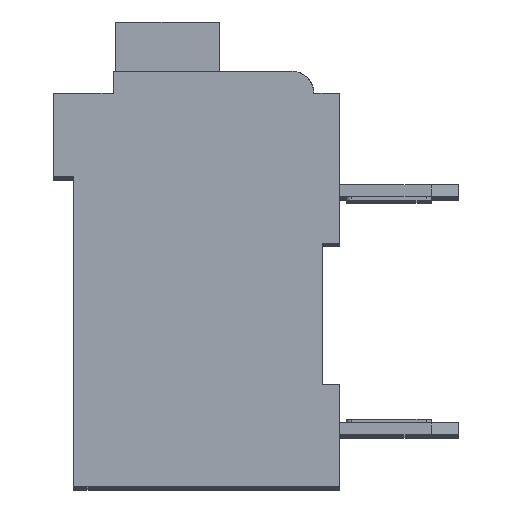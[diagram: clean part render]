
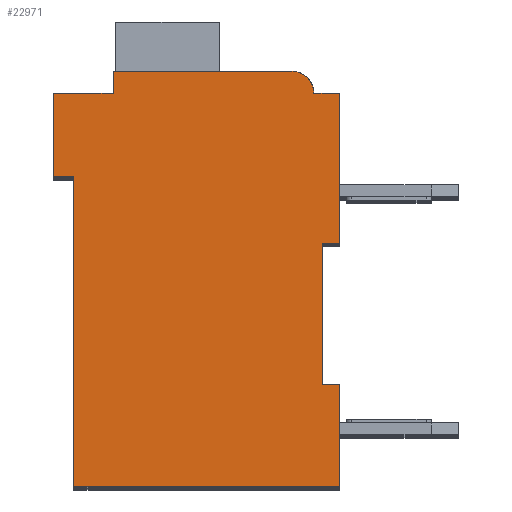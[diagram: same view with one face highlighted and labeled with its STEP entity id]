
A CAD part, top view. The second image highlights one B-rep face of the part: STEP entity #22971.
In plain terms, the highlighted planar face has unit normal (0, 0, 1).
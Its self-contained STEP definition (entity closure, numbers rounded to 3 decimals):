
#4168=DIRECTION('',(1.,0.,0.));
#4169=VECTOR('',#4168,0.5);
#4170=CARTESIAN_POINT('',(7.3,7.15,2.1));
#4171=LINE('',#4170,#4169);
#4172=DIRECTION('',(0.,1.,0.));
#4173=VECTOR('',#4172,4.15);
#4174=CARTESIAN_POINT('',(7.3,3.,2.1));
#4175=LINE('',#4174,#4173);
#4176=DIRECTION('',(-1.,0.,0.));
#4177=VECTOR('',#4176,0.5);
#4178=CARTESIAN_POINT('',(7.8,3.,2.1));
#4179=LINE('',#4178,#4177);
#4180=DIRECTION('',(0.,1.,0.));
#4181=VECTOR('',#4180,3.);
#4182=CARTESIAN_POINT('',(7.8,0.,2.1));
#4183=LINE('',#4182,#4181);
#4184=DIRECTION('',(1.,0.,0.));
#4185=VECTOR('',#4184,7.8);
#4186=CARTESIAN_POINT('',(0.,0.,2.1));
#4187=LINE('',#4186,#4185);
#4188=DIRECTION('',(0.,-1.,0.));
#4189=VECTOR('',#4188,9.1);
#4190=CARTESIAN_POINT('',(0.,9.1,2.1));
#4191=LINE('',#4190,#4189);
#4192=DIRECTION('',(1.,0.,0.));
#4193=VECTOR('',#4192,0.6);
#4194=CARTESIAN_POINT('',(-0.6,9.1,2.1));
#4195=LINE('',#4194,#4193);
#4196=DIRECTION('',(0.,-1.,0.));
#4197=VECTOR('',#4196,2.45);
#4198=CARTESIAN_POINT('',(-0.6,11.55,2.1));
#4199=LINE('',#4198,#4197);
#4200=DIRECTION('',(-1.,0.,0.));
#4201=VECTOR('',#4200,1.75);
#4202=CARTESIAN_POINT('',(1.15,11.55,2.1));
#4203=LINE('',#4202,#4201);
#4204=DIRECTION('',(0.,-1.,0.));
#4205=VECTOR('',#4204,0.65);
#4206=CARTESIAN_POINT('',(1.15,12.2,2.1));
#4207=LINE('',#4206,#4205);
#4208=DIRECTION('',(-1.,0.,0.));
#4209=VECTOR('',#4208,5.25);
#4210=CARTESIAN_POINT('',(6.4,12.2,2.1));
#4211=LINE('',#4210,#4209);
#4212=CARTESIAN_POINT('',(6.4,11.55,2.1));
#4213=DIRECTION('',(0.,0.,1.));
#4214=DIRECTION('',(1.,0.,0.));
#4215=AXIS2_PLACEMENT_3D('',#4212,#4213,#4214);
#4217=DIRECTION('',(-1.,0.,0.));
#4218=VECTOR('',#4217,0.75);
#4219=CARTESIAN_POINT('',(7.8,11.55,2.1));
#4220=LINE('',#4219,#4218);
#4221=DIRECTION('',(0.,1.,0.));
#4222=VECTOR('',#4221,4.4);
#4223=CARTESIAN_POINT('',(7.8,7.15,2.1));
#4224=LINE('',#4223,#4222);
#14867=CARTESIAN_POINT('',(7.3,7.15,2.1));
#14868=CARTESIAN_POINT('',(7.8,7.15,2.1));
#14869=VERTEX_POINT('',#14867);
#14870=VERTEX_POINT('',#14868);
#14871=CARTESIAN_POINT('',(7.8,11.55,2.1));
#14872=VERTEX_POINT('',#14871);
#14873=CARTESIAN_POINT('',(7.05,11.55,2.1));
#14874=VERTEX_POINT('',#14873);
#14875=CARTESIAN_POINT('',(6.4,12.2,2.1));
#14876=VERTEX_POINT('',#14875);
#14877=CARTESIAN_POINT('',(1.15,12.2,2.1));
#14878=VERTEX_POINT('',#14877);
#14879=CARTESIAN_POINT('',(1.15,11.55,2.1));
#14880=VERTEX_POINT('',#14879);
#14881=CARTESIAN_POINT('',(-0.6,11.55,2.1));
#14882=VERTEX_POINT('',#14881);
#14883=CARTESIAN_POINT('',(-0.6,9.1,2.1));
#14884=VERTEX_POINT('',#14883);
#14885=CARTESIAN_POINT('',(0.,9.1,2.1));
#14886=VERTEX_POINT('',#14885);
#14887=CARTESIAN_POINT('',(0.,0.,2.1));
#14888=VERTEX_POINT('',#14887);
#14889=CARTESIAN_POINT('',(7.8,0.,2.1));
#14890=VERTEX_POINT('',#14889);
#14891=CARTESIAN_POINT('',(7.8,3.,2.1));
#14892=VERTEX_POINT('',#14891);
#14893=CARTESIAN_POINT('',(7.3,3.,2.1));
#14894=VERTEX_POINT('',#14893);
#22947=CARTESIAN_POINT('',(0.,0.,2.1));
#22948=DIRECTION('',(0.,0.,1.));
#22949=DIRECTION('',(1.,0.,0.));
#22950=AXIS2_PLACEMENT_3D('',#22947,#22948,#22949);
#22951=PLANE('',#22950);
#22952=ORIENTED_EDGE('',*,*,#19548,.F.);
#22953=ORIENTED_EDGE('',*,*,#20299,.F.);
#22955=ORIENTED_EDGE('',*,*,#22954,.F.);
#22957=ORIENTED_EDGE('',*,*,#22956,.F.);
#22959=ORIENTED_EDGE('',*,*,#22958,.F.);
#22960=ORIENTED_EDGE('',*,*,#20886,.F.);
#22961=ORIENTED_EDGE('',*,*,#21038,.F.);
#22962=ORIENTED_EDGE('',*,*,#21312,.F.);
#22963=ORIENTED_EDGE('',*,*,#21591,.F.);
#22964=ORIENTED_EDGE('',*,*,#21660,.F.);
#22965=ORIENTED_EDGE('',*,*,#22074,.F.);
#22966=ORIENTED_EDGE('',*,*,#22693,.F.);
#22967=ORIENTED_EDGE('',*,*,#22541,.F.);
#22968=ORIENTED_EDGE('',*,*,#19955,.F.);
#22969=EDGE_LOOP('',(#22952,#22953,#22955,#22957,#22959,#22960,#22961,#22962,
#22963,#22964,#22965,#22966,#22967,#22968));
#22970=FACE_OUTER_BOUND('',#22969,.F.);
#4216=CIRCLE('',#4215,0.65);
#19548=EDGE_CURVE('',#14869,#14870,#4171,.T.);
#19955=EDGE_CURVE('',#14870,#14872,#4224,.T.);
#20299=EDGE_CURVE('',#14894,#14869,#4175,.T.);
#20886=EDGE_CURVE('',#14886,#14888,#4191,.T.);
#21038=EDGE_CURVE('',#14884,#14886,#4195,.T.);
#21312=EDGE_CURVE('',#14882,#14884,#4199,.T.);
#21591=EDGE_CURVE('',#14880,#14882,#4203,.T.);
#21660=EDGE_CURVE('',#14878,#14880,#4207,.T.);
#22074=EDGE_CURVE('',#14876,#14878,#4211,.T.);
#22541=EDGE_CURVE('',#14872,#14874,#4220,.T.);
#22693=EDGE_CURVE('',#14874,#14876,#4216,.T.);
#22954=EDGE_CURVE('',#14892,#14894,#4179,.T.);
#22956=EDGE_CURVE('',#14890,#14892,#4183,.T.);
#22958=EDGE_CURVE('',#14888,#14890,#4187,.T.);
#22971=ADVANCED_FACE('',(#22970),#22951,.T.);
